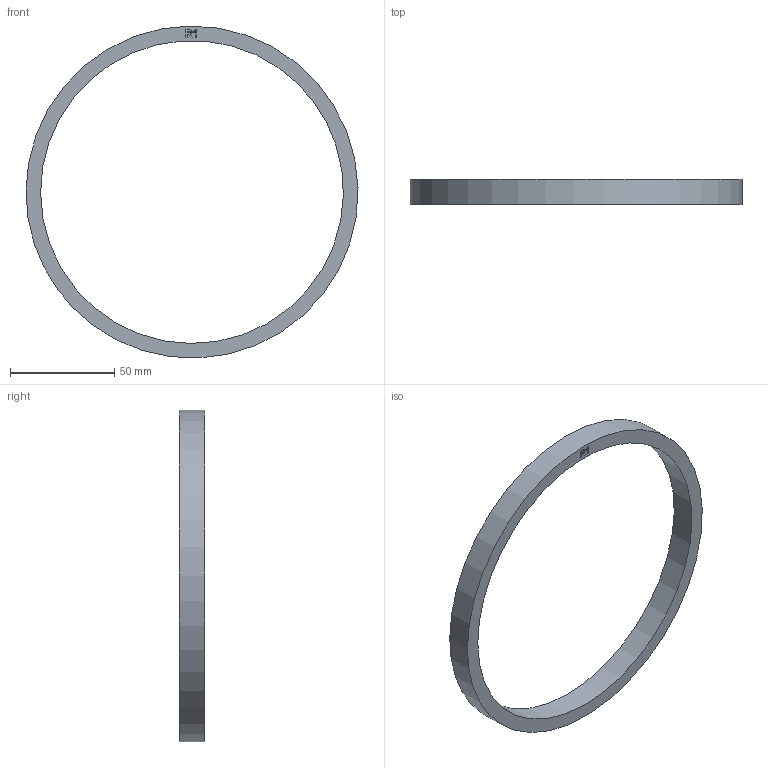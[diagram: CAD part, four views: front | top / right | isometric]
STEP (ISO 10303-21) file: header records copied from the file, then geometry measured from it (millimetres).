
FILE_DESCRIPTION(/* description */ (''),/* implementation_level */ '2;1');
FILE_NAME(/* name */ 'CW1_RING.step',/* time_stamp */ '2019-08-13T12:51:55+02:00',/* author */ (''),/* organization */ (''),/* preprocessor_version */ 'ST-DEVELOPER v18',/* originating_system */ 'Autodesk Translation Framework v8.2.0.1029',/* authorisation */ '');
FILE_SCHEMA (('AUTOMOTIVE_DESIGN { 1 0 10303 214 3 1 1 }'));
Length unit declared in the file: millimetre
Products named in the file (1): ring
Bounding box: 158.97 x 12 x 158.92 mm (x, y, z)
Volume: 39665.1 mm3; surface area: 18761.7 mm2
Topology: 1 solids, 1 shells, 66 faces, 157 edges, 104 vertices
Faces by surface type: plane 29, bspline 19, cylinder 10, cone 8
Full cylindrical faces by diameter (mm): 2.5 x8, 145 x1, 159 x1
Entity records: 2126 total; most frequent: CARTESIAN_POINT 651, ORIENTED_EDGE 314, DIRECTION 249, EDGE_CURVE 157, VERTEX_POINT 104, LINE 85, VECTOR 85, AXIS2_PLACEMENT_3D 82
